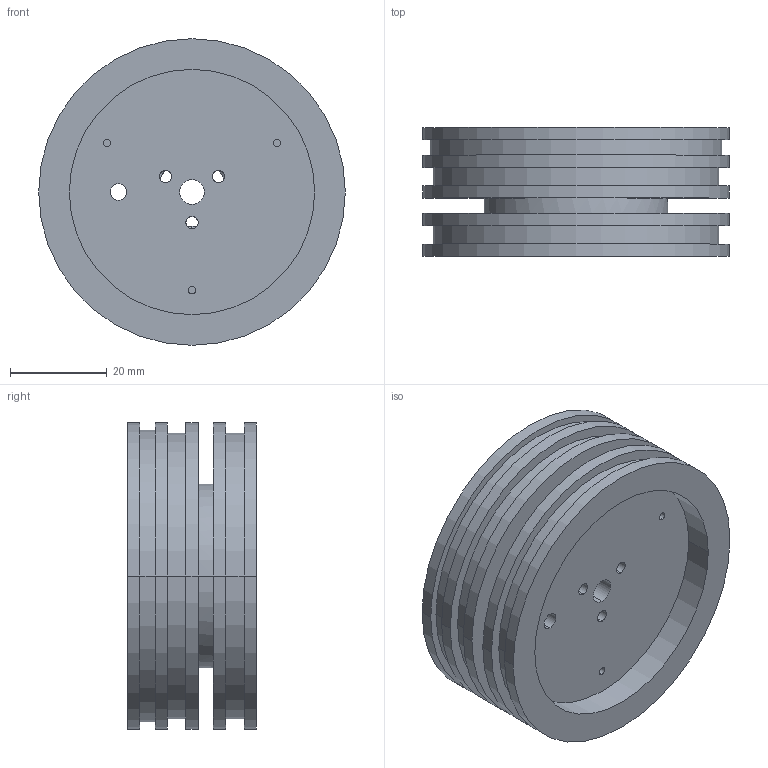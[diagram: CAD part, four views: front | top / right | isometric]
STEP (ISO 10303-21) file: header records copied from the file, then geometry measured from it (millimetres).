
FILE_DESCRIPTION (( 'STEP AP214' ), '1' );
FILE_NAME ('INJC-2X8NPT-38NPT-250T20-2XO230-GENERIC Injector, Generic Orifice Pattern, Mojave Sphinx.STEP', '2024-08-17T20:18:27', ( '' ), ( '' ), 'SwSTEP 2.0', 'SolidWorks 2022', '' );
FILE_SCHEMA (( 'AUTOMOTIVE_DESIGN' ));
Length unit declared in the file: inch
Products named in the file (1): INJC-2X8NPT-38NPT-250T20-2XO230-GENERIC Injector, Generic Orifice Pattern, Mojave Sphinx
Bounding box: 63.5 x 26.67 x 63.5 mm (x, y, z)
Volume: 58302.7 mm3; surface area: 19967.9 mm2
Topology: 1 solids, 1 shells, 63 faces, 163 edges, 105 vertices
Faces by surface type: cylinder 42, plane 11, cone 10
Entity records: 2173 total; most frequent: CARTESIAN_POINT 492, DIRECTION 357, ORIENTED_EDGE 322, EDGE_CURVE 161, AXIS2_PLACEMENT_3D 150, VERTEX_POINT 105, CIRCLE 86, EDGE_LOOP 86
